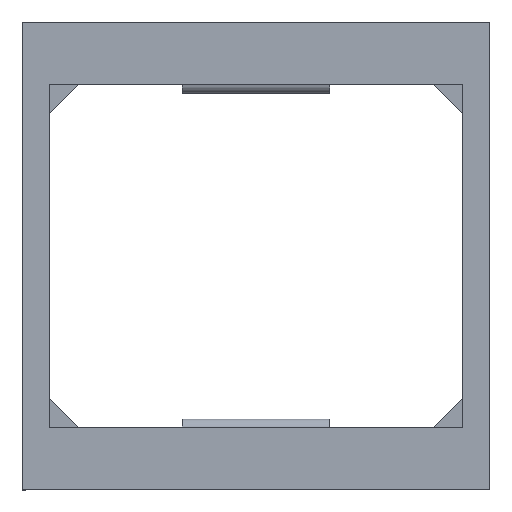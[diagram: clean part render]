
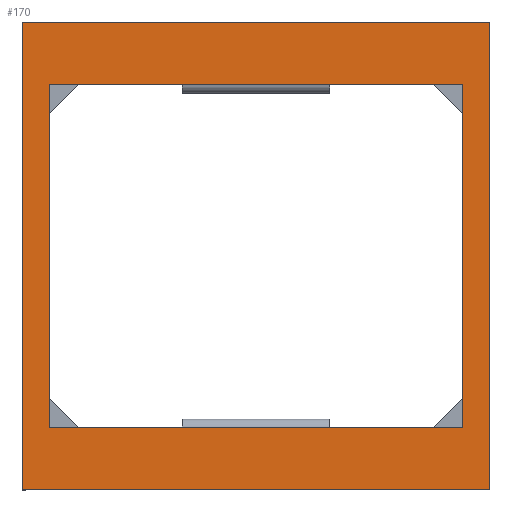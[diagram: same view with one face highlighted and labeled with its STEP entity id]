
A CAD part, top view. The second image highlights one B-rep face of the part: STEP entity #170.
In plain terms, the highlighted planar face has unit normal (0, 0, 1).
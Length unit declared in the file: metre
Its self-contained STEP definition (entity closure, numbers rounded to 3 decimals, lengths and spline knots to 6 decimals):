
#170=ADVANCED_FACE('626:266',(#325,#326),#327,.T.);
#325=FACE_BOUND('',#486,.T.);
#326=FACE_OUTER_BOUND('',#487,.T.);
#327=PLANE('',#488);
#486=EDGE_LOOP('',(#632,#633,#634,#635));
#487=EDGE_LOOP('',(#636,#637,#638,#639));
#488=AXIS2_PLACEMENT_3D('',#640,#641,#642);
#632=ORIENTED_EDGE('',*,*,#955,.T.);
#633=ORIENTED_EDGE('',*,*,#956,.T.);
#634=ORIENTED_EDGE('',*,*,#957,.T.);
#635=ORIENTED_EDGE('',*,*,#958,.T.);
#636=ORIENTED_EDGE('',*,*,#959,.F.);
#637=ORIENTED_EDGE('',*,*,#960,.F.);
#638=ORIENTED_EDGE('',*,*,#961,.F.);
#639=ORIENTED_EDGE('',*,*,#947,.F.);
#640=CARTESIAN_POINT('',(-0.043331,-0.040412,0.005025));
#641=DIRECTION('',(0.,0.,1.0));
#642=DIRECTION('',(1.0,0.,0.));
#947=EDGE_CURVE('626:425',#1087,#1089,#1090,.T.);
#955=EDGE_CURVE('626:443',#1102,#1103,#1104,.T.);
#956=EDGE_CURVE('626:434',#1103,#1105,#1106,.T.);
#957=EDGE_CURVE('626:437',#1105,#1107,#1108,.T.);
#958=EDGE_CURVE('626:440',#1107,#1102,#1109,.T.);
#959=EDGE_CURVE('626:428',#1110,#1087,#1111,.T.);
#960=EDGE_CURVE('626:446',#1112,#1110,#1113,.T.);
#961=EDGE_CURVE('626:431',#1089,#1112,#1114,.T.);
#1087=VERTEX_POINT('',#1287);
#1089=VERTEX_POINT('',#1290);
#1090=LINE('',#1291,#1292);
#1102=VERTEX_POINT('',#1309);
#1103=VERTEX_POINT('',#1310);
#1104=LINE('',#1311,#1312);
#1105=VERTEX_POINT('',#1313);
#1106=LINE('',#1314,#1315);
#1107=VERTEX_POINT('',#1316);
#1108=LINE('',#1317,#1318);
#1109=LINE('',#1319,#1320);
#1110=VERTEX_POINT('',#1321);
#1111=LINE('',#1322,#1323);
#1112=VERTEX_POINT('',#1324);
#1113=LINE('',#1325,#1326);
#1114=LINE('',#1327,#1328);
#1287=CARTESIAN_POINT('',(0.009525,-0.009525,0.005025));
#1290=CARTESIAN_POINT('',(-0.009525,-0.009525,0.005025));
#1291=CARTESIAN_POINT('',(-0.021665,-0.009525,0.005025));
#1292=VECTOR('',#1538,1.0);
#1309=CARTESIAN_POINT('',(-0.008425,0.007,0.005025));
#1310=CARTESIAN_POINT('',(0.008425,0.007,0.005025));
#1311=CARTESIAN_POINT('',(-0.021665,0.007,0.005025));
#1312=VECTOR('',#1544,1.0);
#1313=CARTESIAN_POINT('',(0.008425,-0.007,0.005025));
#1314=CARTESIAN_POINT('',(0.008425,-0.020156,0.005025));
#1315=VECTOR('',#1545,1.0);
#1316=CARTESIAN_POINT('',(-0.008425,-0.007,0.005025));
#1317=CARTESIAN_POINT('',(-0.021665,-0.007,0.005025));
#1318=VECTOR('',#1546,1.0);
#1319=CARTESIAN_POINT('',(-0.008425,-0.020156,0.005025));
#1320=VECTOR('',#1547,1.0);
#1321=CARTESIAN_POINT('',(0.009525,0.009525,0.005025));
#1322=CARTESIAN_POINT('',(0.009525,-0.020156,0.005025));
#1323=VECTOR('',#1548,1.0);
#1324=CARTESIAN_POINT('',(-0.009525,0.009525,0.005025));
#1325=CARTESIAN_POINT('',(-0.021665,0.009525,0.005025));
#1326=VECTOR('',#1549,1.0);
#1327=CARTESIAN_POINT('',(-0.009525,-0.020156,0.005025));
#1328=VECTOR('',#1550,1.0);
#1538=DIRECTION('',(-1.0,0.,0.));
#1544=DIRECTION('',(1.0,0.,0.));
#1545=DIRECTION('',(0.,-1.0,0.));
#1546=DIRECTION('',(-1.0,0.,0.));
#1547=DIRECTION('',(0.,1.0,0.));
#1548=DIRECTION('',(0.,-1.0,0.));
#1549=DIRECTION('',(1.0,0.,0.));
#1550=DIRECTION('',(0.,1.0,0.));
